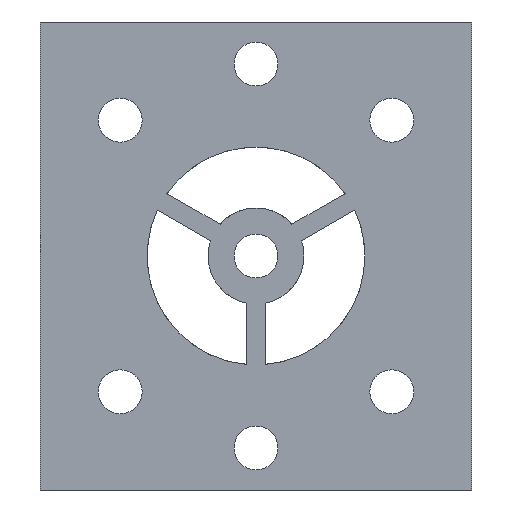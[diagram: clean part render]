
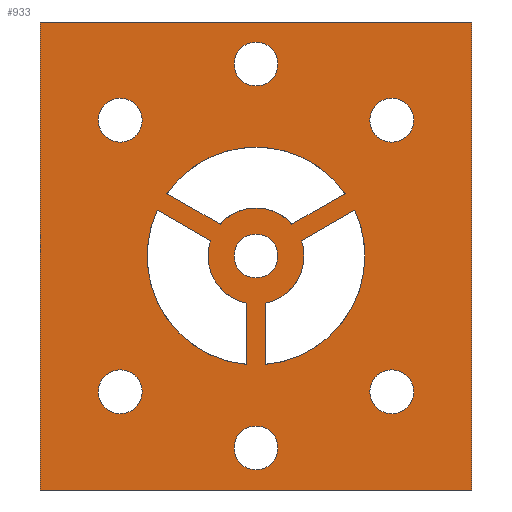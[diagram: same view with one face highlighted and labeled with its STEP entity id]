
A CAD part, left-side view. The second image highlights one B-rep face of the part: STEP entity #933.
In plain terms, the highlighted planar face has unit normal (-1, 0, 0).
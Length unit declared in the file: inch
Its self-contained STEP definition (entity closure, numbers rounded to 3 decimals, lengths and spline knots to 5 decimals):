
#33=FACE_BOUND('',#186,.T.);
#34=FACE_BOUND('',#187,.T.);
#35=FACE_BOUND('',#188,.T.);
#36=FACE_BOUND('',#189,.T.);
#37=FACE_BOUND('',#190,.T.);
#38=FACE_BOUND('',#191,.T.);
#39=FACE_BOUND('',#192,.T.);
#40=FACE_BOUND('',#193,.T.);
#41=FACE_BOUND('',#194,.T.);
#42=FACE_BOUND('',#195,.T.);
#56=CIRCLE('',#987,0.25);
#58=CIRCLE('',#989,0.25);
#59=CIRCLE('',#990,0.25);
#61=CIRCLE('',#992,0.25);
#63=CIRCLE('',#1000,0.11438);
#64=CIRCLE('',#1002,0.11438);
#65=CIRCLE('',#1004,0.11438);
#66=CIRCLE('',#1006,0.11438);
#67=CIRCLE('',#1008,0.11438);
#68=CIRCLE('',#1010,0.11438);
#69=CIRCLE('',#1014,0.5675);
#70=CIRCLE('',#1015,0.5675);
#71=CIRCLE('',#1016,0.5675);
#72=CIRCLE('',#1017,0.5675);
#73=CIRCLE('',#1019,0.11438);
#131=FACE_OUTER_BOUND('',#185,.T.);
#185=EDGE_LOOP('',(#831,#832,#833,#834));
#186=EDGE_LOOP('',(#835,#836,#837,#838));
#187=EDGE_LOOP('',(#839,#840,#841,#842,#843,#844));
#188=EDGE_LOOP('',(#845));
#189=EDGE_LOOP('',(#846));
#190=EDGE_LOOP('',(#847));
#191=EDGE_LOOP('',(#848));
#192=EDGE_LOOP('',(#849));
#193=EDGE_LOOP('',(#850));
#194=EDGE_LOOP('',(#851,#852,#853,#854));
#195=EDGE_LOOP('',(#855));
#245=LINE('',#1477,#335);
#249=LINE('',#1486,#339);
#253=LINE('',#1498,#343);
#257=LINE('',#1507,#347);
#264=LINE('',#1534,#354);
#267=LINE('',#1540,#357);
#270=LINE('',#1549,#360);
#273=LINE('',#1554,#363);
#281=LINE('',#1582,#371);
#283=LINE('',#1585,#373);
#335=VECTOR('',#1132,0.3937);
#339=VECTOR('',#1138,0.3937);
#343=VECTOR('',#1150,0.3937);
#347=VECTOR('',#1156,0.3937);
#354=VECTOR('',#1185,0.3937);
#357=VECTOR('',#1190,0.3937);
#360=VECTOR('',#1199,0.3937);
#363=VECTOR('',#1204,0.3937);
#371=VECTOR('',#1238,0.3937);
#373=VECTOR('',#1242,0.3937);
#424=VERTEX_POINT('',#1475);
#425=VERTEX_POINT('',#1476);
#428=VERTEX_POINT('',#1484);
#429=VERTEX_POINT('',#1485);
#432=VERTEX_POINT('',#1496);
#433=VERTEX_POINT('',#1497);
#436=VERTEX_POINT('',#1505);
#437=VERTEX_POINT('',#1506);
#440=VERTEX_POINT('',#1517);
#442=VERTEX_POINT('',#1523);
#445=VERTEX_POINT('',#1529);
#446=VERTEX_POINT('',#1533);
#448=VERTEX_POINT('',#1539);
#450=VERTEX_POINT('',#1547);
#451=VERTEX_POINT('',#1548);
#452=VERTEX_POINT('',#1553);
#453=VERTEX_POINT('',#1557);
#454=VERTEX_POINT('',#1561);
#455=VERTEX_POINT('',#1565);
#456=VERTEX_POINT('',#1569);
#457=VERTEX_POINT('',#1573);
#458=VERTEX_POINT('',#1577);
#459=VERTEX_POINT('',#1581);
#460=VERTEX_POINT('',#1589);
#461=VERTEX_POINT('',#1594);
#530=EDGE_CURVE('',#424,#425,#245,.T.);
#534=EDGE_CURVE('',#428,#429,#249,.T.);
#540=EDGE_CURVE('',#432,#433,#253,.T.);
#544=EDGE_CURVE('',#436,#437,#257,.T.);
#550=EDGE_CURVE('',#440,#429,#56,.T.);
#553=EDGE_CURVE('',#436,#440,#58,.T.);
#554=EDGE_CURVE('',#442,#433,#59,.T.);
#558=EDGE_CURVE('',#424,#445,#61,.T.);
#559=EDGE_CURVE('',#442,#446,#264,.T.);
#562=EDGE_CURVE('',#448,#445,#267,.T.);
#566=EDGE_CURVE('',#450,#451,#270,.T.);
#569=EDGE_CURVE('',#451,#452,#273,.T.);
#571=EDGE_CURVE('',#453,#453,#63,.T.);
#573=EDGE_CURVE('',#454,#454,#64,.T.);
#575=EDGE_CURVE('',#455,#455,#65,.T.);
#577=EDGE_CURVE('',#456,#456,#66,.T.);
#579=EDGE_CURVE('',#457,#457,#67,.T.);
#581=EDGE_CURVE('',#458,#458,#68,.T.);
#583=EDGE_CURVE('',#452,#459,#281,.T.);
#585=EDGE_CURVE('',#459,#450,#283,.T.);
#586=EDGE_CURVE('',#448,#425,#69,.F.);
#587=EDGE_CURVE('',#432,#446,#70,.F.);
#588=EDGE_CURVE('',#460,#437,#71,.F.);
#590=EDGE_CURVE('',#428,#460,#72,.F.);
#591=EDGE_CURVE('',#461,#461,#73,.T.);
#831=ORIENTED_EDGE('',*,*,#583,.T.);
#832=ORIENTED_EDGE('',*,*,#585,.T.);
#833=ORIENTED_EDGE('',*,*,#566,.T.);
#834=ORIENTED_EDGE('',*,*,#569,.T.);
#835=ORIENTED_EDGE('',*,*,#558,.T.);
#836=ORIENTED_EDGE('',*,*,#562,.F.);
#837=ORIENTED_EDGE('',*,*,#586,.T.);
#838=ORIENTED_EDGE('',*,*,#530,.F.);
#839=ORIENTED_EDGE('',*,*,#534,.F.);
#840=ORIENTED_EDGE('',*,*,#590,.T.);
#841=ORIENTED_EDGE('',*,*,#588,.T.);
#842=ORIENTED_EDGE('',*,*,#544,.F.);
#843=ORIENTED_EDGE('',*,*,#553,.T.);
#844=ORIENTED_EDGE('',*,*,#550,.T.);
#845=ORIENTED_EDGE('',*,*,#581,.T.);
#846=ORIENTED_EDGE('',*,*,#579,.T.);
#847=ORIENTED_EDGE('',*,*,#577,.T.);
#848=ORIENTED_EDGE('',*,*,#575,.T.);
#849=ORIENTED_EDGE('',*,*,#573,.T.);
#850=ORIENTED_EDGE('',*,*,#571,.T.);
#851=ORIENTED_EDGE('',*,*,#540,.F.);
#852=ORIENTED_EDGE('',*,*,#587,.T.);
#853=ORIENTED_EDGE('',*,*,#559,.F.);
#854=ORIENTED_EDGE('',*,*,#554,.T.);
#855=ORIENTED_EDGE('',*,*,#591,.T.);
#888=PLANE('',#1022);
#933=ADVANCED_FACE('',(#131,#33,#34,#35,#36,#37,#38,#39,#40,#41,#42),#888,
 .F.);
#987=AXIS2_PLACEMENT_3D('',#1518,#1168,#1169);
#989=AXIS2_PLACEMENT_3D('',#1522,#1173,#1174);
#990=AXIS2_PLACEMENT_3D('',#1524,#1175,#1176);
#992=AXIS2_PLACEMENT_3D('',#1531,#1181,#1182);
#1000=AXIS2_PLACEMENT_3D('',#1558,#1208,#1209);
#1002=AXIS2_PLACEMENT_3D('',#1562,#1213,#1214);
#1004=AXIS2_PLACEMENT_3D('',#1566,#1218,#1219);
#1006=AXIS2_PLACEMENT_3D('',#1570,#1223,#1224);
#1008=AXIS2_PLACEMENT_3D('',#1574,#1228,#1229);
#1010=AXIS2_PLACEMENT_3D('',#1578,#1233,#1234);
#1014=AXIS2_PLACEMENT_3D('',#1587,#1245,#1246);
#1015=AXIS2_PLACEMENT_3D('',#1588,#1247,#1248);
#1016=AXIS2_PLACEMENT_3D('',#1590,#1249,#1250);
#1017=AXIS2_PLACEMENT_3D('',#1592,#1252,#1253);
#1019=AXIS2_PLACEMENT_3D('',#1595,#1256,#1257);
#1022=AXIS2_PLACEMENT_3D('',#1600,#1263,#1264);
#1132=DIRECTION('',(0.,-0.866,0.5));
#1138=DIRECTION('',(0.,0.866,-0.5));
#1150=DIRECTION('',(0.,0.,1.));
#1156=DIRECTION('',(0.,0.,-1.));
#1168=DIRECTION('center_axis',(-1.,0.,0.));
#1169=DIRECTION('ref_axis',(0.,1.,0.));
#1173=DIRECTION('center_axis',(-1.,0.,0.));
#1174=DIRECTION('ref_axis',(0.,1.,0.));
#1175=DIRECTION('center_axis',(-1.,0.,0.));
#1176=DIRECTION('ref_axis',(0.,1.,0.));
#1181=DIRECTION('center_axis',(-1.,0.,0.));
#1182=DIRECTION('ref_axis',(0.,1.,0.));
#1185=DIRECTION('',(0.,0.866,0.5));
#1190=DIRECTION('',(0.,-0.866,-0.5));
#1199=DIRECTION('',(0.,0.,1.));
#1204=DIRECTION('',(0.,1.,0.));
#1208=DIRECTION('center_axis',(1.,0.,0.));
#1209=DIRECTION('ref_axis',(0.,-1.,0.));
#1213=DIRECTION('center_axis',(1.,0.,0.));
#1214=DIRECTION('ref_axis',(0.,-1.,0.));
#1218=DIRECTION('center_axis',(1.,0.,0.));
#1219=DIRECTION('ref_axis',(0.,-1.,0.));
#1223=DIRECTION('center_axis',(1.,0.,0.));
#1224=DIRECTION('ref_axis',(0.,-1.,0.));
#1228=DIRECTION('center_axis',(1.,0.,0.));
#1229=DIRECTION('ref_axis',(0.,-1.,0.));
#1233=DIRECTION('center_axis',(1.,0.,0.));
#1234=DIRECTION('ref_axis',(0.,-1.,0.));
#1238=DIRECTION('',(0.,0.,-1.));
#1242=DIRECTION('',(0.,-1.,0.));
#1245=DIRECTION('center_axis',(-1.,0.,0.));
#1246=DIRECTION('ref_axis',(0.,1.,0.));
#1247=DIRECTION('center_axis',(-1.,0.,0.));
#1248=DIRECTION('ref_axis',(0.,1.,0.));
#1249=DIRECTION('center_axis',(-1.,0.,0.));
#1250=DIRECTION('ref_axis',(0.,1.,0.));
#1252=DIRECTION('center_axis',(-1.,0.,0.));
#1253=DIRECTION('ref_axis',(0.,1.,0.));
#1256=DIRECTION('center_axis',(1.,0.,0.));
#1257=DIRECTION('ref_axis',(0.,-1.,0.));
#1263=DIRECTION('center_axis',(1.,0.,0.));
#1264=DIRECTION('ref_axis',(0.,0.,-1.));
#1475=CARTESIAN_POINT('',(-1.25,-0.18713,-4.61522));
#1476=CARTESIAN_POINT('',(-1.25,-0.46456,-4.45505));
#1477=CARTESIAN_POINT('',(-1.25,0.025,-4.7377));
#1484=CARTESIAN_POINT('',(-1.25,-0.51456,-4.54165));
#1485=CARTESIAN_POINT('',(-1.25,-0.23713,-4.70183));
#1486=CARTESIAN_POINT('',(-1.25,-0.51214,-4.54305));
#1496=CARTESIAN_POINT('',(-1.25,0.05,-5.34629));
#1497=CARTESIAN_POINT('',(-1.25,0.05,-5.02595));
#1498=CARTESIAN_POINT('',(-1.25,0.05,-5.3435));
#1505=CARTESIAN_POINT('',(-1.25,-0.05,-5.02595));
#1506=CARTESIAN_POINT('',(-1.25,-0.05,-5.34629));
#1507=CARTESIAN_POINT('',(-1.25,-0.05,-4.781));
#1517=CARTESIAN_POINT('',(-1.25,-0.25,-4.781));
#1518=CARTESIAN_POINT('Origin',(-1.25,0.,-4.781));
#1522=CARTESIAN_POINT('Origin',(-1.25,0.,-4.781));
#1523=CARTESIAN_POINT('',(-1.25,0.23713,-4.70183));
#1524=CARTESIAN_POINT('Origin',(-1.25,0.,-4.781));
#1529=CARTESIAN_POINT('',(-1.25,0.18713,-4.61522));
#1531=CARTESIAN_POINT('Origin',(-1.25,0.,-4.781));
#1533=CARTESIAN_POINT('',(-1.25,0.51456,-4.54165));
#1534=CARTESIAN_POINT('',(-1.25,0.025,-4.8243));
#1539=CARTESIAN_POINT('',(-1.25,0.46456,-4.45505));
#1540=CARTESIAN_POINT('',(-1.25,0.46214,-4.45645));
#1547=CARTESIAN_POINT('',(-1.25,-1.125,-6.));
#1548=CARTESIAN_POINT('',(-1.25,-1.125,-3.562));
#1549=CARTESIAN_POINT('',(-1.25,-1.125,-5.3905));
#1553=CARTESIAN_POINT('',(-1.25,1.125,-3.562));
#1554=CARTESIAN_POINT('',(-1.25,-0.5625,-3.562));
#1557=CARTESIAN_POINT('',(-1.25,-0.59273,-5.48811));
#1558=CARTESIAN_POINT('Origin',(-1.25,-0.70711,-5.48811));
#1561=CARTESIAN_POINT('',(-1.25,0.82148,-4.07389));
#1562=CARTESIAN_POINT('Origin',(-1.25,0.70711,-4.07389));
#1565=CARTESIAN_POINT('',(-1.25,0.11437,-5.781));
#1566=CARTESIAN_POINT('Origin',(-1.25,0.,-5.781));
#1569=CARTESIAN_POINT('',(-1.25,0.11437,-3.781));
#1570=CARTESIAN_POINT('Origin',(-1.25,0.,-3.781));
#1573=CARTESIAN_POINT('',(-1.25,0.82148,-5.48811));
#1574=CARTESIAN_POINT('Origin',(-1.25,0.70711,-5.48811));
#1577=CARTESIAN_POINT('',(-1.25,-0.59273,-4.07389));
#1578=CARTESIAN_POINT('Origin',(-1.25,-0.70711,-4.07389));
#1581=CARTESIAN_POINT('',(-1.25,1.125,-6.));
#1582=CARTESIAN_POINT('',(-1.25,1.125,-4.1715));
#1585=CARTESIAN_POINT('',(-1.25,0.5625,-6.));
#1587=CARTESIAN_POINT('Origin',(-1.25,0.,-4.781));
#1588=CARTESIAN_POINT('Origin',(-1.25,0.,-4.781));
#1589=CARTESIAN_POINT('',(-1.25,-0.5675,-4.781));
#1590=CARTESIAN_POINT('Origin',(-1.25,0.,-4.781));
#1592=CARTESIAN_POINT('Origin',(-1.25,0.,-4.781));
#1594=CARTESIAN_POINT('',(-1.25,0.11437,-4.781));
#1595=CARTESIAN_POINT('Origin',(-1.25,0.,-4.781));
#1600=CARTESIAN_POINT('Origin',(-1.25,0.,-4.781));
